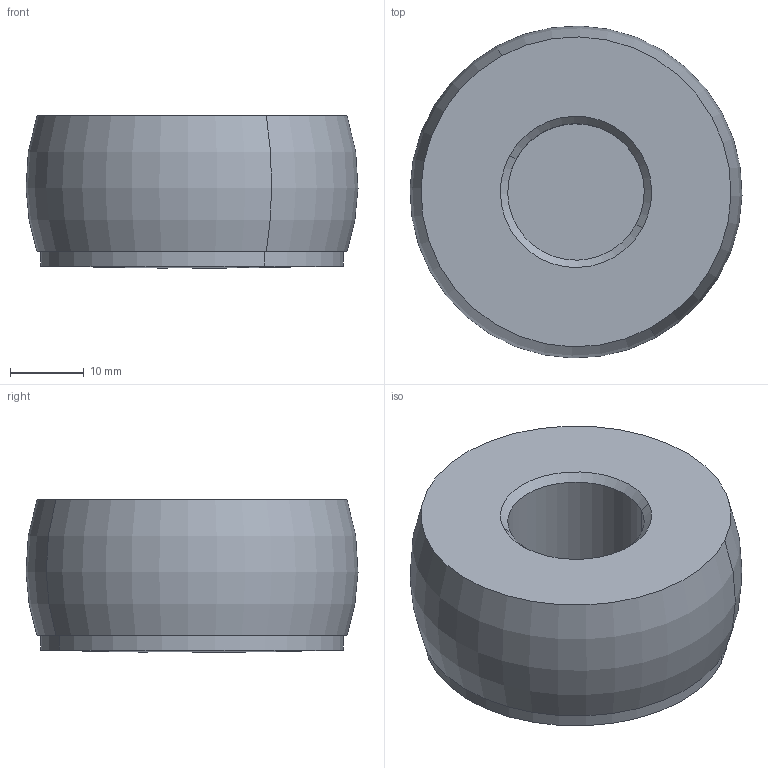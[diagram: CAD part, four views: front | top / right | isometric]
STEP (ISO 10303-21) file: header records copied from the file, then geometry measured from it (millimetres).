
FILE_DESCRIPTION(('CATIA V5 STEP Exchange'),'2;1');
FILE_NAME('Pion PT.stp','2020-12-11T10:18:55+00:00',('none'),('none'),'CATIA Version 5 Release 17 (IN-10)','CATIA V5 STEP AP203','none');
FILE_SCHEMA(('CONFIG_CONTROL_DESIGN'));
Length unit declared in the file: millimetre
Products named in the file (1): Part1
Bounding box: 44.97 x 44.97 x 20.7 mm (x, y, z)
Volume: 25972.7 mm3; surface area: 6630.2 mm2
Topology: 1 solids, 1 shells, 13 faces, 26 edges, 15 vertices
Faces by surface type: cylinder 4, plane 3, revolution 2, sphere 2, cone 2
Entity records: 350 total; most frequent: CARTESIAN_POINT 67, ORIENTED_EDGE 48, DIRECTION 38, AXIS2_PLACEMENT_3D 24, EDGE_CURVE 24, CIRCLE 16, EDGE_LOOP 15, VERTEX_POINT 15
